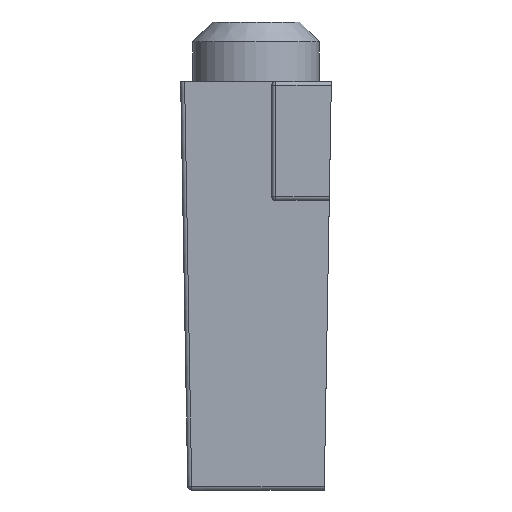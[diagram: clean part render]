
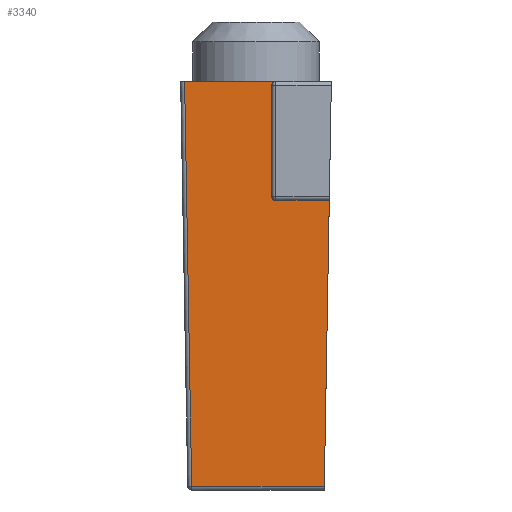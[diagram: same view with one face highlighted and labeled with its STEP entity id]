
A CAD part, left-side view. The second image highlights one B-rep face of the part: STEP entity #3340.
In plain terms, the highlighted planar face has unit normal (-1, 0, -0.018).
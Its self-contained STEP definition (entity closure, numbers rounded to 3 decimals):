
#2014=DIRECTION('',(0.,1.,0.));
#2015=VECTOR('',#2014,4.6);
#2016=CARTESIAN_POINT('',(-7.3,-1.,0.));
#2017=LINE('',#2016,#2015);
#2311=DIRECTION('',(0.,-1.,0.));
#2312=VECTOR('',#2311,6.688);
#2313=CARTESIAN_POINT('',(-6.944,3.244,
-20.403));
#2314=LINE('',#2313,#2312);
#2315=CARTESIAN_POINT('',(-6.944,-3.444,
-20.403));
#2325=DIRECTION('',(0.,-1.,0.));
#2326=VECTOR('',#2325,2.695);
#2327=CARTESIAN_POINT('',(-7.195,-1.,-6.));
#2328=LINE('',#2327,#2326);
#2329=DIRECTION('',(0.017,0.017,-1.));
#2330=VECTOR('',#2329,14.408);
#2331=CARTESIAN_POINT('',(-7.195,-3.695,-6.));
#2332=LINE('',#2331,#2330);
#2333=DIRECTION('',(-0.017,0.017,1.));
#2334=VECTOR('',#2333,20.41);
#2335=CARTESIAN_POINT('',(-6.944,3.244,
-20.403));
#2336=LINE('',#2335,#2334);
#2337=CARTESIAN_POINT('',(-7.3,-1.,0.));
#2338=CARTESIAN_POINT('',(-7.3,-0.933,0.));
#2339=CARTESIAN_POINT('',(-7.299,-0.85,
-0.05));
#2340=CARTESIAN_POINT('',(-7.298,-0.8,-0.133));
#2341=CARTESIAN_POINT('',(-7.297,-0.8,-0.2));
#2343=CARTESIAN_POINT('',(-7.199,-0.8,-5.8));
#2344=CARTESIAN_POINT('',(-7.198,-0.8,-5.867));
#2345=CARTESIAN_POINT('',(-7.196,-0.85,
-5.95));
#2346=CARTESIAN_POINT('',(-7.195,-0.933,-6.));
#2347=CARTESIAN_POINT('',(-7.195,-1.,-6.));
#2431=DIRECTION('',(-0.017,0.,1.));
#2432=VECTOR('',#2431,5.601);
#2433=CARTESIAN_POINT('',(-7.199,-0.8,-5.8));
#2434=LINE('',#2433,#2432);
#2759=CARTESIAN_POINT('',(-7.3,-1.,0.));
#2760=VERTEX_POINT('',#2759);
#2761=CARTESIAN_POINT('',(-7.3,3.6,0.));
#2762=VERTEX_POINT('',#2761);
#2791=VERTEX_POINT('',#2315);
#2792=CARTESIAN_POINT('',(-7.195,-3.695,-6.));
#2793=VERTEX_POINT('',#2792);
#2916=CARTESIAN_POINT('',(-7.199,-0.8,-5.8));
#2918=VERTEX_POINT('',#2916);
#2920=CARTESIAN_POINT('',(-7.297,-0.8,-0.2));
#2921=VERTEX_POINT('',#2920);
#2926=CARTESIAN_POINT('',(-7.195,-1.,-6.));
#2927=VERTEX_POINT('',#2926);
#2932=CARTESIAN_POINT('',(-6.944,3.244,
-20.403));
#2933=VERTEX_POINT('',#2932);
#3320=CARTESIAN_POINT('',(-7.3,-4.133,0.));
#3321=DIRECTION('',(-1.,0.,-0.017));
#3322=DIRECTION('',(0.,-1.,0.));
#3323=AXIS2_PLACEMENT_3D('',#3320,#3321,#3322);
#3324=PLANE('',#3323);
#3326=ORIENTED_EDGE('',*,*,#3325,.T.);
#3327=ORIENTED_EDGE('',*,*,#3038,.T.);
#3328=ORIENTED_EDGE('',*,*,#3311,.F.);
#3330=ORIENTED_EDGE('',*,*,#3329,.T.);
#3331=ORIENTED_EDGE('',*,*,#2955,.F.);
#3333=ORIENTED_EDGE('',*,*,#3332,.T.);
#3335=ORIENTED_EDGE('',*,*,#3334,.F.);
#3337=ORIENTED_EDGE('',*,*,#3336,.T.);
#3338=EDGE_LOOP('',(#3326,#3327,#3328,#3330,#3331,#3333,#3335,#3337));
#3339=FACE_OUTER_BOUND('',#3338,.F.);
#2342=B_SPLINE_CURVE_WITH_KNOTS('',3,(#2337,#2338,#2339,#2340,#2341),
.UNSPECIFIED.,.F.,.F.,(4,1,4),(0.,0.5,1.),.UNSPECIFIED.);
#2348=B_SPLINE_CURVE_WITH_KNOTS('',3,(#2343,#2344,#2345,#2346,#2347),
.UNSPECIFIED.,.F.,.F.,(4,1,4),(0.,0.5,1.),.UNSPECIFIED.);
#2955=EDGE_CURVE('',#2760,#2762,#2017,.T.);
#3038=EDGE_CURVE('',#2793,#2791,#2332,.T.);
#3311=EDGE_CURVE('',#2933,#2791,#2314,.T.);
#3325=EDGE_CURVE('',#2927,#2793,#2328,.T.);
#3329=EDGE_CURVE('',#2933,#2762,#2336,.T.);
#3332=EDGE_CURVE('',#2760,#2921,#2342,.T.);
#3334=EDGE_CURVE('',#2918,#2921,#2434,.T.);
#3336=EDGE_CURVE('',#2918,#2927,#2348,.T.);
#3340=ADVANCED_FACE('',(#3339),#3324,.T.);
